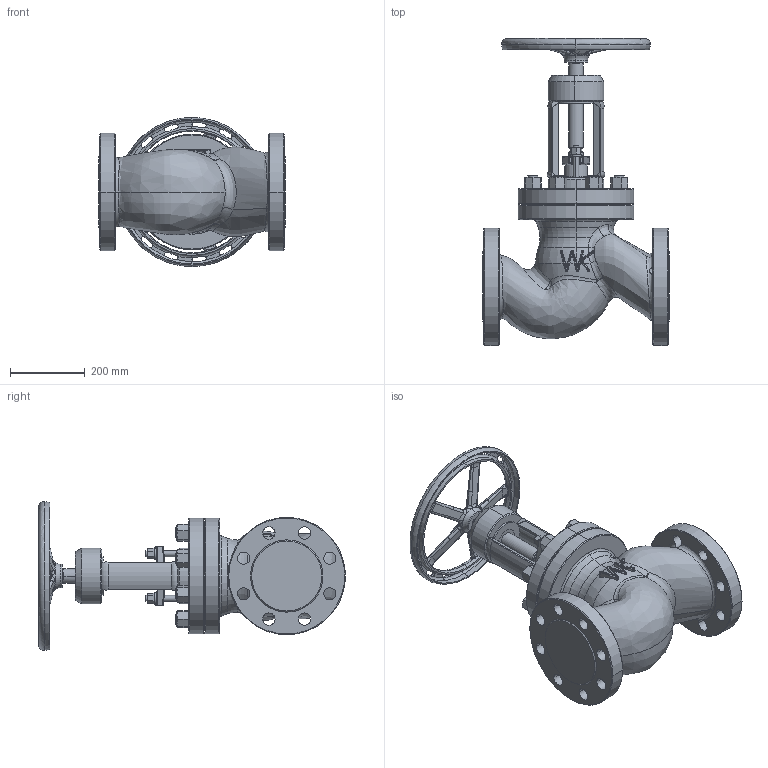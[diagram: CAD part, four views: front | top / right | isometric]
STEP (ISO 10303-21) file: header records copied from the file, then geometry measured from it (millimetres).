
FILE_DESCRIPTION (( 'STEP AP214' ), '1' );
FILE_NAME ('[125] 530 DN125 katalog.STEP', '2015-02-25T07:10:28', ( '' ), ( '' ), 'SwSTEP 2.0', 'SolidWorks 2015', '' );
FILE_SCHEMA (( 'AUTOMOTIVE_DESIGN' ));
Length unit declared in the file: millimetre
Products named in the file (1): [125] 530 DN125 katalog
Bounding box: 500 x 823.5 x 400 mm (x, y, z)
Volume: 33291880 mm3; surface area: 1454741.1 mm2
Topology: 1 solids, 1 shells, 1017 faces, 2625 edges, 1568 vertices
Faces by surface type: cylinder 309, plane 242, cone 194, bspline 180, torus 64, sphere 28
Entity records: 71966 total; most frequent: CARTESIAN_POINT 41141, ORIENTED_EDGE 5186, DIRECTION 4535, EDGE_CURVE 2593, AXIS2_PLACEMENT_3D 1959, VERTEX_POINT 1568, CIRCLE 1121, EDGE_LOOP 1107
